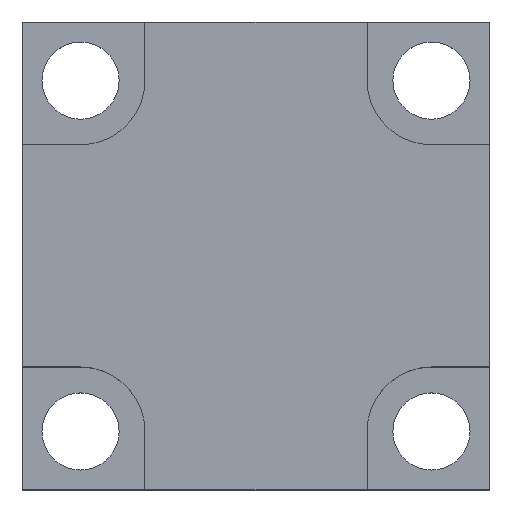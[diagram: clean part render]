
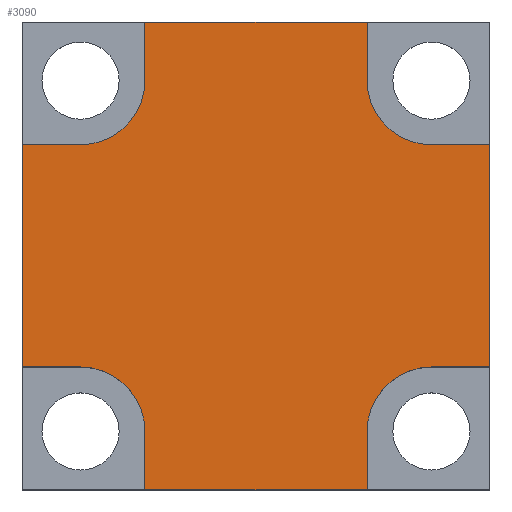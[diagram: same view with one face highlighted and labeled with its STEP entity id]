
A CAD part, top view. The second image highlights one B-rep face of the part: STEP entity #3090.
In plain terms, the highlighted planar face has unit normal (0, 0, 1).
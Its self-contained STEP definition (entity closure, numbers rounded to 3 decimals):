
#60=CARTESIAN_POINT('',(24.5,0.,10.));
#70=DIRECTION('',(0.,1.,0.));
#80=VECTOR('',#70,1.);
#90=LINE('',#60,#80);
#100=CARTESIAN_POINT('',(24.5,30.,10.));
#110=VERTEX_POINT('',#100);
#120=CARTESIAN_POINT('',(24.5,35.,10.));
#130=VERTEX_POINT('',#120);
#140=EDGE_CURVE('',#110,#130,#90,.T.);
#460=CARTESIAN_POINT('',(0.,24.5,10.));
#470=DIRECTION('',(-1.,0.,0.));
#480=VECTOR('',#470,1.);
#490=LINE('',#460,#480);
#500=CARTESIAN_POINT('',(35.,24.5,10.));
#510=VERTEX_POINT('',#500);
#520=CARTESIAN_POINT('',(30.,24.5,10.));
#530=VERTEX_POINT('',#520);
#540=EDGE_CURVE('',#510,#530,#490,.T.);
#950=CARTESIAN_POINT('',(30.,30.,10.));
#960=DIRECTION('',(0.,0.,-1.));
#970=DIRECTION('',(1.,0.,0.));
#980=AXIS2_PLACEMENT_3D('',#950,#960,#970);
#990=CIRCLE('',#980,5.5);
#1000=EDGE_CURVE('',#530,#110,#990,.T.);
#1870=CARTESIAN_POINT('',(35.,5.5,10.));
#1880=VERTEX_POINT('',#1870);
#1910=CARTESIAN_POINT('',(35.,0.,10.));
#1920=DIRECTION('',(0.,1.,0.));
#1930=VECTOR('',#1920,1.);
#1940=LINE('',#1910,#1930);
#1950=EDGE_CURVE('',#1880,#510,#1940,.T.);
#2010=CARTESIAN_POINT('',(-40.5,-5.4,10.));
#2020=DIRECTION('',(0.,0.,1.));
#2030=DIRECTION('',(1.,0.,0.));
#2040=AXIS2_PLACEMENT_3D('',#2010,#2020,#2030);
#2050=PLANE('',#2040);
#2060=ORIENTED_EDGE('',*,*,#1950,.T.);
#2070=CARTESIAN_POINT('',(0.,5.5,10.));
#2080=DIRECTION('',(1.,0.,0.));
#2090=VECTOR('',#2080,1.);
#2100=LINE('',#2070,#2090);
#2110=CARTESIAN_POINT('',(30.,5.5,10.));
#2120=VERTEX_POINT('',#2110);
#2130=EDGE_CURVE('',#2120,#1880,#2100,.T.);
#2140=ORIENTED_EDGE('',*,*,#2130,.T.);
#2150=CARTESIAN_POINT('',(30.,0.,10.));
#2160=DIRECTION('',(0.,0.,-1.));
#2170=DIRECTION('',(1.,0.,0.));
#2180=AXIS2_PLACEMENT_3D('',#2150,#2160,#2170);
#2190=CIRCLE('',#2180,5.5);
#2200=CARTESIAN_POINT('',(24.5,0.,10.));
#2210=VERTEX_POINT('',#2200);
#2220=EDGE_CURVE('',#2210,#2120,#2190,.T.);
#2230=ORIENTED_EDGE('',*,*,#2220,.T.);
#2240=CARTESIAN_POINT('',(24.5,0.,10.));
#2250=DIRECTION('',(0.,1.,0.));
#2260=VECTOR('',#2250,1.);
#2270=LINE('',#2240,#2260);
#2280=CARTESIAN_POINT('',(24.5,-5.,10.));
#2290=VERTEX_POINT('',#2280);
#2300=EDGE_CURVE('',#2290,#2210,#2270,.T.);
#2310=ORIENTED_EDGE('',*,*,#2300,.T.);
#2320=CARTESIAN_POINT('',(0.,-5.,10.));
#2330=DIRECTION('',(1.,0.,0.));
#2340=VECTOR('',#2330,1.);
#2350=LINE('',#2320,#2340);
#2360=CARTESIAN_POINT('',(5.5,-5.,10.));
#2370=VERTEX_POINT('',#2360);
#2380=EDGE_CURVE('',#2370,#2290,#2350,.T.);
#2390=ORIENTED_EDGE('',*,*,#2380,.T.);
#2400=CARTESIAN_POINT('',(5.5,0.,10.));
#2410=DIRECTION('',(0.,-1.,0.));
#2420=VECTOR('',#2410,1.);
#2430=LINE('',#2400,#2420);
#2440=CARTESIAN_POINT('',(5.5,0.,10.));
#2450=VERTEX_POINT('',#2440);
#2460=EDGE_CURVE('',#2450,#2370,#2430,.T.);
#2470=ORIENTED_EDGE('',*,*,#2460,.T.);
#2480=CARTESIAN_POINT('',(0.,0.,10.
));
#2490=DIRECTION('',(0.,0.,-1.));
#2500=DIRECTION('',(1.,0.,0.));
#2510=AXIS2_PLACEMENT_3D('',#2480,#2490,#2500);
#2520=CIRCLE('',#2510,5.5);
#2530=CARTESIAN_POINT('',(0.,5.5,10.));
#2540=VERTEX_POINT('',#2530);
#2550=EDGE_CURVE('',#2540,#2450,#2520,.T.);
#2560=ORIENTED_EDGE('',*,*,#2550,.T.);
#2570=CARTESIAN_POINT('',(0.,5.5,10.));
#2580=DIRECTION('',(1.,0.,0.));
#2590=VECTOR('',#2580,1.);
#2600=LINE('',#2570,#2590);
#2610=CARTESIAN_POINT('',(-5.,5.5,10.));
#2620=VERTEX_POINT('',#2610);
#2630=EDGE_CURVE('',#2620,#2540,#2600,.T.);
#2640=ORIENTED_EDGE('',*,*,#2630,.T.);
#2650=CARTESIAN_POINT('',(-5.,0.,10.));
#2660=DIRECTION('',(0.,1.,0.));
#2670=VECTOR('',#2660,1.);
#2680=LINE('',#2650,#2670);
#2690=CARTESIAN_POINT('',(-5.,24.5,10.));
#2700=VERTEX_POINT('',#2690);
#2710=EDGE_CURVE('',#2620,#2700,#2680,.T.);
#2720=ORIENTED_EDGE('',*,*,#2710,.F.);
#2730=CARTESIAN_POINT('',(0.,24.5,10.));
#2740=DIRECTION('',(-1.,0.,0.));
#2750=VECTOR('',#2740,1.);
#2760=LINE('',#2730,#2750);
#2770=CARTESIAN_POINT('',(0.,24.5,10.));
#2780=VERTEX_POINT('',#2770);
#2790=EDGE_CURVE('',#2780,#2700,#2760,.T.);
#2800=ORIENTED_EDGE('',*,*,#2790,.T.);
#2810=CARTESIAN_POINT('',(0.,30.,10.));
#2820=DIRECTION('',(0.,0.,-1.));
#2830=DIRECTION('',(1.,0.,0.));
#2840=AXIS2_PLACEMENT_3D('',#2810,#2820,#2830);
#2850=CIRCLE('',#2840,5.5);
#2860=CARTESIAN_POINT('',(5.5,30.,10.));
#2870=VERTEX_POINT('',#2860);
#2880=EDGE_CURVE('',#2870,#2780,#2850,.T.);
#2890=ORIENTED_EDGE('',*,*,#2880,.T.);
#2900=CARTESIAN_POINT('',(5.5,0.,10.));
#2910=DIRECTION('',(0.,-1.,0.));
#2920=VECTOR('',#2910,1.);
#2930=LINE('',#2900,#2920);
#2940=CARTESIAN_POINT('',(5.5,35.,10.));
#2950=VERTEX_POINT('',#2940);
#2960=EDGE_CURVE('',#2950,#2870,#2930,.T.);
#2970=ORIENTED_EDGE('',*,*,#2960,.T.);
#2980=CARTESIAN_POINT('',(0.,35.,10.));
#2990=DIRECTION('',(-1.,0.,0.));
#3000=VECTOR('',#2990,1.);
#3010=LINE('',#2980,#3000);
#3020=EDGE_CURVE('',#130,#2950,#3010,.T.);
#3030=ORIENTED_EDGE('',*,*,#3020,.T.);
#3040=ORIENTED_EDGE('',*,*,#140,.T.);
#3050=ORIENTED_EDGE('',*,*,#1000,.T.);
#3060=ORIENTED_EDGE('',*,*,#540,.T.);
#3070=EDGE_LOOP('',(#3060,#3050,#3040,#3030,#2970,#2890,#2800,#2720,
#2640,#2560,#2470,#2390,#2310,#2230,#2140,#2060));
#3080=FACE_OUTER_BOUND('',#3070,.T.);
#3090=ADVANCED_FACE('',(#3080),#2050,.T.);
